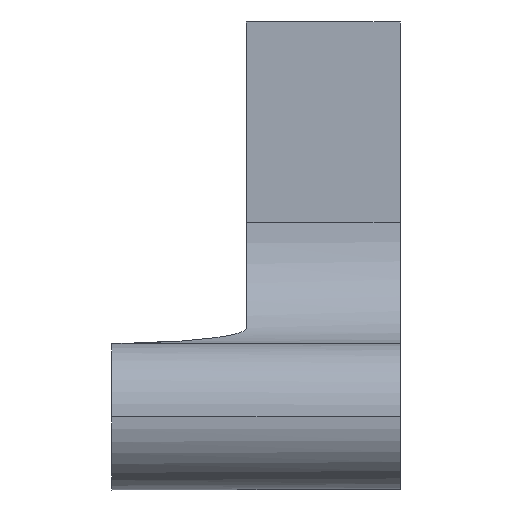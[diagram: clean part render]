
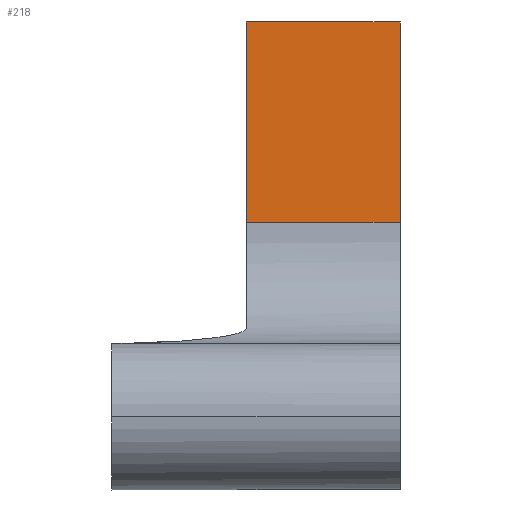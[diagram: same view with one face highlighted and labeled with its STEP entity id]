
A CAD part, left-side view. The second image highlights one B-rep face of the part: STEP entity #218.
In plain terms, the highlighted planar face has unit normal (-1, 0, 0).
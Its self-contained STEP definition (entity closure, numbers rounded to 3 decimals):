
#57 = CARTESIAN_POINT ( 'NONE',  ( -18.295, -63.128, -32.726 ) ) ;
#63 = ORIENTED_EDGE ( 'NONE', *, *, #1067, .T. ) ;
#150 = PLANE ( 'NONE',  #841 ) ;
#162 = EDGE_CURVE ( 'NONE', #675, #1247, #207, .T. ) ;
#166 = DIRECTION ( 'NONE',  ( 0., 0., 1. ) ) ;
#189 = LINE ( 'NONE', #557, #659 ) ;
#193 = DIRECTION ( 'NONE',  ( 0., -1., 0. ) ) ;
#207 = LINE ( 'NONE', #1223, #1201 ) ;
#218 = ADVANCED_FACE ( 'NONE', ( #1232 ), #150, .T. ) ;
#273 = VERTEX_POINT ( 'NONE', #1206 ) ;
#309 = CARTESIAN_POINT ( 'NONE',  ( -18.295, -56.828, -6.057 ) ) ;
#337 = DIRECTION ( 'NONE',  ( 0., -1., 0. ) ) ;
#377 = DIRECTION ( 'NONE',  ( 0., 0., 1. ) ) ;
#381 = CARTESIAN_POINT ( 'NONE',  ( -18.295, -46.697, -6.057 ) ) ;
#484 = EDGE_LOOP ( 'NONE', ( #638, #724, #63, #904 ) ) ;
#504 = EDGE_CURVE ( 'NONE', #1247, #273, #189, .T. ) ;
#506 = VERTEX_POINT ( 'NONE', #1163 ) ;
#557 = CARTESIAN_POINT ( 'NONE',  ( -18.295, -56.828, 2.14 ) ) ;
#638 = ORIENTED_EDGE ( 'NONE', *, *, #162, .F. ) ;
#654 = DIRECTION ( 'NONE',  ( 0., -1., 0. ) ) ;
#659 = VECTOR ( 'NONE', #654, 1000. ) ;
#675 = VERTEX_POINT ( 'NONE', #309 ) ;
#718 = LINE ( 'NONE', #1158, #752 ) ;
#724 = ORIENTED_EDGE ( 'NONE', *, *, #796, .T. ) ;
#752 = VECTOR ( 'NONE', #377, 1000. ) ;
#794 = LINE ( 'NONE', #381, #1062 ) ;
#796 = EDGE_CURVE ( 'NONE', #675, #506, #794, .T. ) ;
#812 = DIRECTION ( 'NONE',  ( -1., 0., 0. ) ) ;
#841 = AXIS2_PLACEMENT_3D ( 'NONE', #57, #812, #337 ) ;
#904 = ORIENTED_EDGE ( 'NONE', *, *, #504, .F. ) ;
#1033 = CARTESIAN_POINT ( 'NONE',  ( -18.295, -56.828, 2.14 ) ) ;
#1062 = VECTOR ( 'NONE', #193, 1000. ) ;
#1067 = EDGE_CURVE ( 'NONE', #506, #273, #718, .T. ) ;
#1158 = CARTESIAN_POINT ( 'NONE',  ( -18.295, -63.128, -32.726 ) ) ;
#1163 = CARTESIAN_POINT ( 'NONE',  ( -18.295, -63.128, -6.057 ) ) ;
#1201 = VECTOR ( 'NONE', #166, 1000. ) ;
#1206 = CARTESIAN_POINT ( 'NONE',  ( -18.295, -63.128, 2.14 ) ) ;
#1223 = CARTESIAN_POINT ( 'NONE',  ( -18.295, -56.828, -32.726 ) ) ;
#1232 = FACE_OUTER_BOUND ( 'NONE', #484, .T. ) ;
#1247 = VERTEX_POINT ( 'NONE', #1033 ) ;
